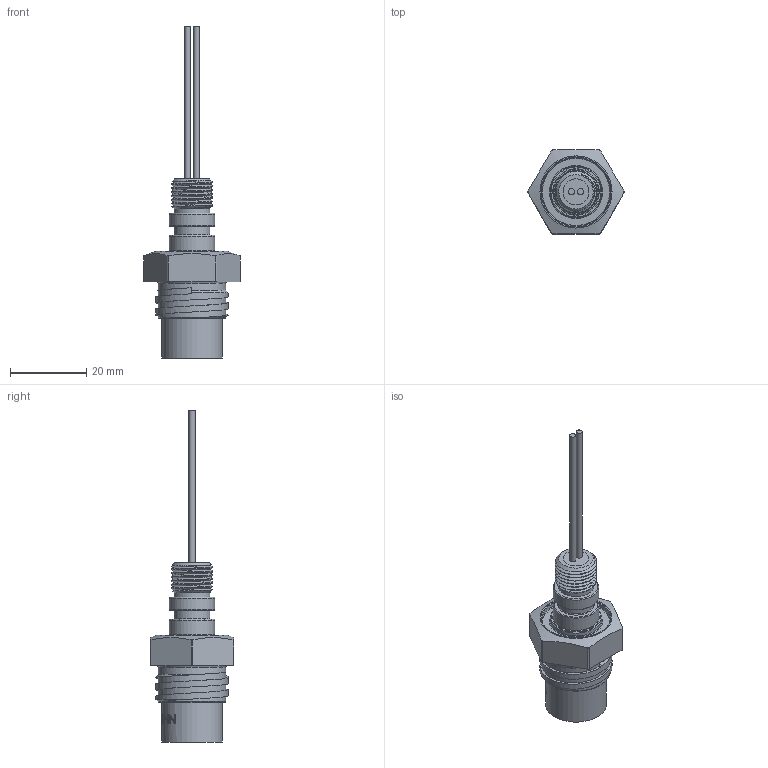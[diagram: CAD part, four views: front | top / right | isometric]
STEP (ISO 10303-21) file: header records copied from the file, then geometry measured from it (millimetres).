
FILE_DESCRIPTION(/* description */ (''),/* implementation_level */ '2;1');
FILE_NAME(/* name */ 'MCBH2F 2 O-ring 22mm Hex.stp',/* time_stamp */ '2014-11-26T15:19:38+01:00',/* author */ ('sh'),/* organization */ (''),/* preprocessor_version */ 'ST-DEVELOPER v15.2',/* originating_system */ 'Autodesk Inventor 2014',/* authorisation */ '');
FILE_SCHEMA (('AUTOMOTIVE_DESIGN { 1 0 10303 214 3 1 1 }'));
Length unit declared in the file: millimetre
Products named in the file (1): MCBH2F 2 O-ring 22mm Hex
Bounding box: 25.24 x 22 x 86.96 mm (x, y, z)
Volume: 8797.4 mm3; surface area: 8272.3 mm2
Topology: 9 solids, 9 shells, 321 faces, 839 edges, 554 vertices
Faces by surface type: plane 121, bspline 72, cylinder 63, torus 36, cone 29
Full cylindrical faces by diameter (mm): 1.575 x2, 2.134 x8, 2.819 x2, 2.896 x2, 3.175 x1, 3.912 x2, 3.962 x2, 4.013 x2, 4.75 x2, 4.775 x6, 4.826 x2, 5.537 x2, 7.264 x1, 9.322 x1, 9.398 x1, 11.918 x2, 13.5 x1, 15.875 x1, 15.9 x1, 17.704 x1, 17.971 x1
Entity records: 17701 total; most frequent: CARTESIAN_POINT 10502, ORIENTED_EDGE 1412, DIRECTION 1220, EDGE_CURVE 706, VERTEX_POINT 515, AXIS2_PLACEMENT_3D 477, EDGE_LOOP 441, STYLED_ITEM 319
